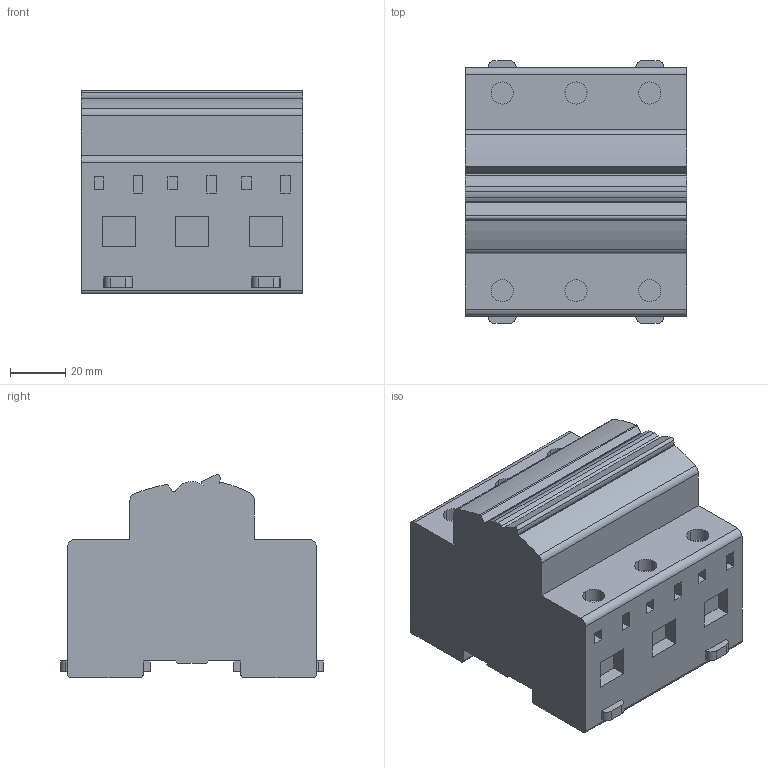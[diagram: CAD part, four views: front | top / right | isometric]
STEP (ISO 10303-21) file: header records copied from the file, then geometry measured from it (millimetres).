
FILE_DESCRIPTION(('CATIA V5 STEP Exchange','CAx-IF Rec.Pracs.--- Model Styling and Organization---1.4--- 2014-01-23'),'2;1');
FILE_NAME('MTHP 3 MOD.stp','2020-06-04T12:25:36+00:00',('none'),('none'),'CATIA Version 5-6 Release 2016 SP6 HF30','CATIA V5 STEP AP214','none');
FILE_SCHEMA(('AUTOMOTIVE_DESIGN { 1 0 10303 214 1 1 1 1 }'));
Length unit declared in the file: millimetre
Products named in the file (1): MTHP 3 MOD
Bounding box: 80.1 x 95.2 x 73.56 mm (x, y, z)
Volume: 408181.7 mm3; surface area: 40274.4 mm2
Topology: 1 solids, 1 shells, 193 faces, 489 edges, 326 vertices
Faces by surface type: plane 153, cylinder 40
Entity records: 5214 total; most frequent: ORIENTED_EDGE 978, CARTESIAN_POINT 911, DIRECTION 679, EDGE_CURVE 489, VECTOR 409, LINE 409, VERTEX_POINT 326, EDGE_LOOP 221
